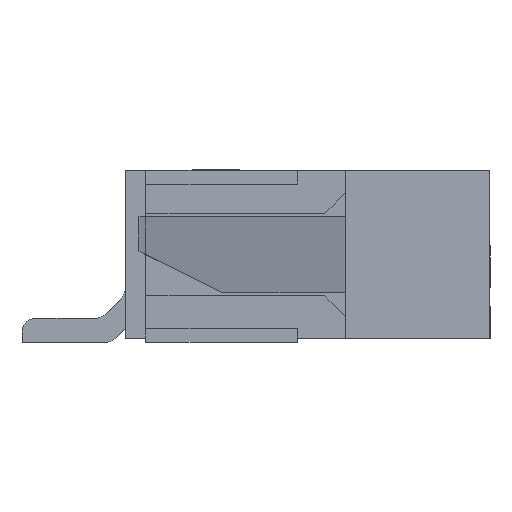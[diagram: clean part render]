
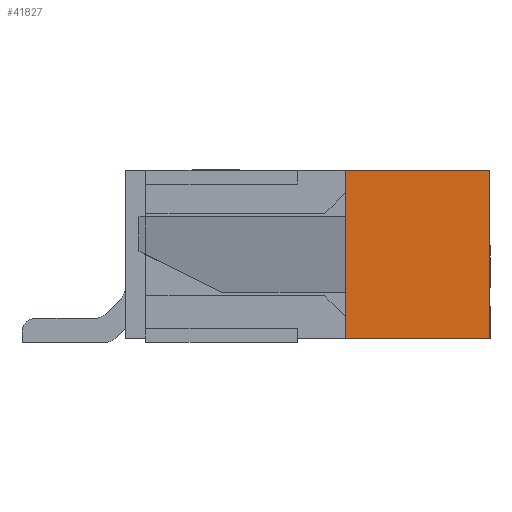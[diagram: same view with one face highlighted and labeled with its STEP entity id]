
A CAD part, left-side view. The second image highlights one B-rep face of the part: STEP entity #41827.
In plain terms, the highlighted planar face has unit normal (-1, 0, 0).
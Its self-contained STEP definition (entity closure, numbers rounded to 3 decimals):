
#641 = CARTESIAN_POINT ( 'NONE',  ( -9.5, -27.907, 2.45 ) ) ;
#2176 = VECTOR ( 'NONE', #8066, 1000. ) ;
#2948 = CARTESIAN_POINT ( 'NONE',  ( -9.5, -1.35, 2.45 ) ) ;
#3236 = ORIENTED_EDGE ( 'NONE', *, *, #25550, .T. ) ;
#3876 = CARTESIAN_POINT ( 'NONE',  ( -9.5, -1.35, 0. ) ) ;
#6505 = VERTEX_POINT ( 'NONE', #3876 ) ;
#6845 = CARTESIAN_POINT ( 'NONE',  ( -9.5, -27.907, 2.45 ) ) ;
#8066 = DIRECTION ( 'NONE',  ( 0., 0., -1. ) ) ;
#8786 = ORIENTED_EDGE ( 'NONE', *, *, #10810, .F. ) ;
#9041 = ORIENTED_EDGE ( 'NONE', *, *, #9477, .T. ) ;
#9398 = AXIS2_PLACEMENT_3D ( 'NONE', #641, #38691, #10485 ) ;
#9477 = EDGE_CURVE ( 'NONE', #28112, #41729, #35450, .T. ) ;
#9774 = VECTOR ( 'NONE', #37976, 1000. ) ;
#10443 = DIRECTION ( 'NONE',  ( 0., 0., -1. ) ) ;
#10485 = DIRECTION ( 'NONE',  ( 0., 0., -1. ) ) ;
#10810 = EDGE_CURVE ( 'NONE', #37832, #6505, #31603, .T. ) ;
#13213 = CARTESIAN_POINT ( 'NONE',  ( -9.5, -3.45, 2.45 ) ) ;
#14717 = CARTESIAN_POINT ( 'NONE',  ( -9.5, -3.45, 2.45 ) ) ;
#15538 = EDGE_LOOP ( 'NONE', ( #26643, #9041, #3236, #8786 ) ) ;
#18761 = VECTOR ( 'NONE', #29684, 1000. ) ;
#18973 = EDGE_CURVE ( 'NONE', #28112, #37832, #39497, .T. ) ;
#19409 = VECTOR ( 'NONE', #10443, 1000. ) ;
#21434 = LINE ( 'NONE', #40686, #2176 ) ;
#23439 = FACE_OUTER_BOUND ( 'NONE', #15538, .T. ) ;
#25550 = EDGE_CURVE ( 'NONE', #41729, #6505, #21434, .T. ) ;
#26643 = ORIENTED_EDGE ( 'NONE', *, *, #18973, .F. ) ;
#26955 = CARTESIAN_POINT ( 'NONE',  ( -9.5, -3.45, 0. ) ) ;
#28112 = VERTEX_POINT ( 'NONE', #14717 ) ;
#29684 = DIRECTION ( 'NONE',  ( 0., 1., 0. ) ) ;
#29966 = PLANE ( 'NONE',  #9398 ) ;
#31603 = LINE ( 'NONE', #34793, #9774 ) ;
#34793 = CARTESIAN_POINT ( 'NONE',  ( -9.5, -27.907, 0. ) ) ;
#35450 = LINE ( 'NONE', #6845, #18761 ) ;
#37832 = VERTEX_POINT ( 'NONE', #26955 ) ;
#37976 = DIRECTION ( 'NONE',  ( 0., 1., 0. ) ) ;
#38691 = DIRECTION ( 'NONE',  ( 1., 0., 0. ) ) ;
#39497 = LINE ( 'NONE', #13213, #19409 ) ;
#40686 = CARTESIAN_POINT ( 'NONE',  ( -9.5, -1.35, 2.45 ) ) ;
#41729 = VERTEX_POINT ( 'NONE', #2948 ) ;
#41827 = ADVANCED_FACE ( 'NONE', ( #23439 ), #29966, .F. ) ;
